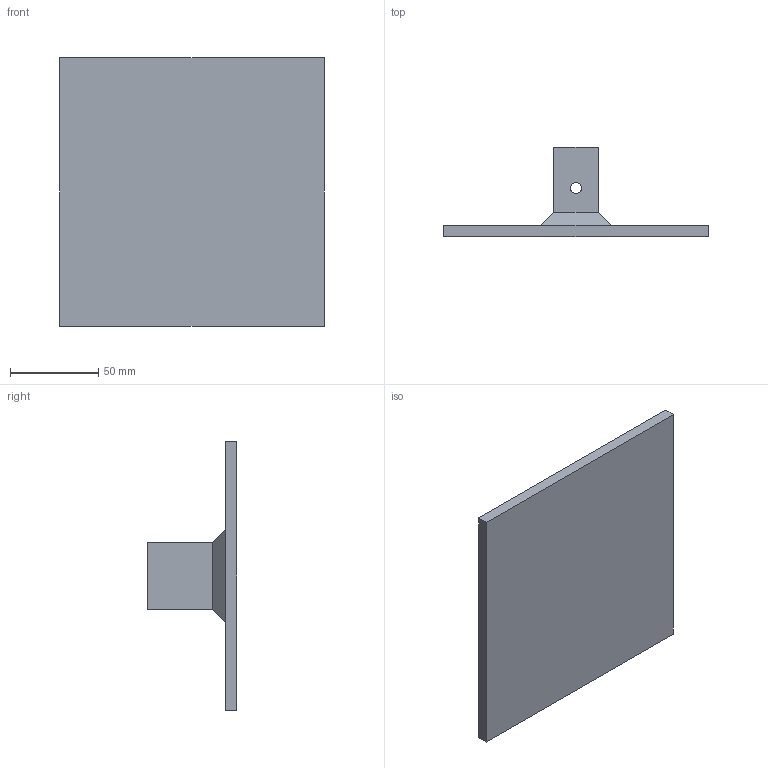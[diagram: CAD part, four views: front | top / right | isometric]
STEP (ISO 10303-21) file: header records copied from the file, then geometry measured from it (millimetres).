
FILE_DESCRIPTION (( 'STEP AP214' ), '1' );
FILE_NAME ('storage-cable-jig.STEP', '2025-10-25T02:38:40', ( '' ), ( '' ), 'SwSTEP 2.0', 'SolidWorks 2025', '' );
FILE_SCHEMA (( 'AUTOMOTIVE_DESIGN' ));
Length unit declared in the file: millimetre
Products named in the file (1): storage-cable-jig
Bounding box: 150 x 50.8 x 152.4 mm (x, y, z)
Volume: 191104.8 mm3; surface area: 55437.6 mm2
Topology: 1 solids, 1 shells, 17 faces, 38 edges, 24 vertices
Faces by surface type: plane 15, cylinder 2
Entity records: 491 total; most frequent: CARTESIAN_POINT 80, DIRECTION 78, ORIENTED_EDGE 76, EDGE_CURVE 38, VECTOR 34, LINE 34, VERTEX_POINT 24, AXIS2_PLACEMENT_3D 22
